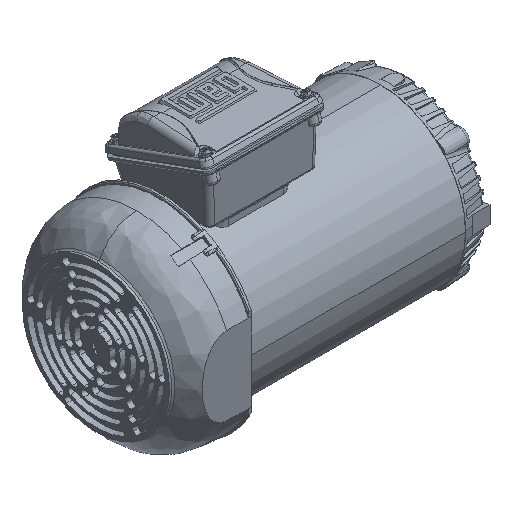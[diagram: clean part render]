
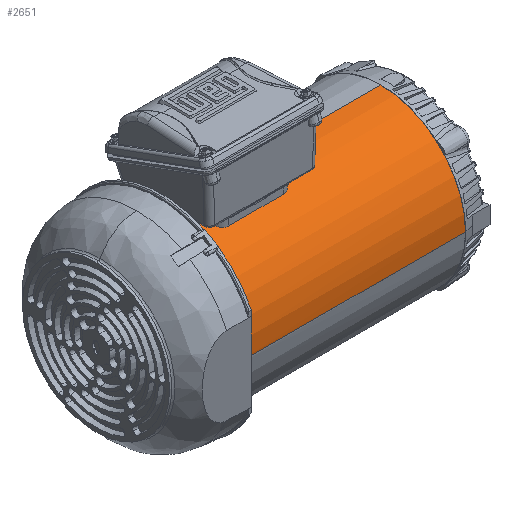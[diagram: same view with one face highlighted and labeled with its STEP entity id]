
A CAD part, isometric view. The second image highlights one B-rep face of the part: STEP entity #2651.
In plain terms, the highlighted cylindrical face has radius 81.875 mm (diameter 163.75 mm), a partial arc.
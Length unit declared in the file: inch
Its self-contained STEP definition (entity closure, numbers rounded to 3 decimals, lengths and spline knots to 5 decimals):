
#2651 = ADVANCED_FACE ( 'NONE', ( #14351 ), #41003, .T. ) ;
#3181 = DIRECTION ( 'NONE',  ( 0., 0., 1. ) ) ;
#4249 = CARTESIAN_POINT ( 'NONE',  ( -4.11948, -3.46735, 0.05906 ) ) ;
#5005 = CARTESIAN_POINT ( 'NONE',  ( -3.98164, -0.24447, 0. ) ) ;
#5994 = CARTESIAN_POINT ( 'NONE',  ( -3.98164, -3.46789, 0.00056 ) ) ;
#6945 = AXIS2_PLACEMENT_3D ( 'NONE', #18804, #10644, #37071 ) ;
#8831 = LINE ( 'NONE', #12767, #31664 ) ;
#9100 = VERTEX_POINT ( 'NONE', #4249 ) ;
#9158 = EDGE_CURVE ( 'NONE', #13886, #26402, #44962, .T. ) ;
#9428 = ORIENTED_EDGE ( 'NONE', *, *, #45679, .T. ) ;
#10644 = DIRECTION ( 'NONE',  ( -1., 0., 0. ) ) ;
#11217 = EDGE_CURVE ( 'NONE', #17082, #37452, #8831, .T. ) ;
#12134 = DIRECTION ( 'NONE',  ( 1., 0., 0. ) ) ;
#12767 = CARTESIAN_POINT ( 'NONE',  ( 25.43877, -3.46789, 0.00056 ) ) ;
#13886 = VERTEX_POINT ( 'NONE', #16078 ) ;
#14254 = DIRECTION ( 'NONE',  ( 0., 0., 1. ) ) ;
#14270 = ORIENTED_EDGE ( 'NONE', *, *, #11217, .T. ) ;
#14351 = FACE_OUTER_BOUND ( 'NONE', #30209, .T. ) ;
#16078 = CARTESIAN_POINT ( 'NONE',  ( 4.14824, -0.24447, 3.22343 ) ) ;
#17082 = VERTEX_POINT ( 'NONE', #5994 ) ;
#18440 = EDGE_CURVE ( 'NONE', #40666, #17082, #34574, .T. ) ;
#18804 = CARTESIAN_POINT ( 'NONE',  ( 25.43877, -0.24447, 0. ) ) ;
#19996 = CARTESIAN_POINT ( 'NONE',  ( -4.11948, -0.24447, 0. ) ) ;
#20432 = ORIENTED_EDGE ( 'NONE', *, *, #44854, .T. ) ;
#21183 = CARTESIAN_POINT ( 'NONE',  ( 4.14824, -0.24447, 0. ) ) ;
#23876 = CARTESIAN_POINT ( 'NONE',  ( -4.11948, -0.24447, 3.22343 ) ) ;
#24304 = AXIS2_PLACEMENT_3D ( 'NONE', #19996, #35053, #3181 ) ;
#24418 = ORIENTED_EDGE ( 'NONE', *, *, #29573, .T. ) ;
#26239 = VECTOR ( 'NONE', #33867, 39.37008 ) ;
#26402 = VERTEX_POINT ( 'NONE', #23876 ) ;
#26494 = CARTESIAN_POINT ( 'NONE',  ( -3.98164, -3.46735, 0.05906 ) ) ;
#26947 = CARTESIAN_POINT ( 'NONE',  ( 25.43877, -0.24447, 3.22343 ) ) ;
#27446 = AXIS2_PLACEMENT_3D ( 'NONE', #21183, #32544, #14254 ) ;
#29050 = VECTOR ( 'NONE', #38008, 39.37008 ) ;
#29573 = EDGE_CURVE ( 'NONE', #9100, #40666, #30342, .T. ) ;
#30209 = EDGE_LOOP ( 'NONE', ( #20432, #33383, #9428, #24418, #32827, #14270 ) ) ;
#30342 = LINE ( 'NONE', #45390, #29050 ) ;
#31664 = VECTOR ( 'NONE', #42128, 39.37008 ) ;
#32544 = DIRECTION ( 'NONE',  ( -1., 0., 0. ) ) ;
#32827 = ORIENTED_EDGE ( 'NONE', *, *, #18440, .T. ) ;
#33383 = ORIENTED_EDGE ( 'NONE', *, *, #9158, .T. ) ;
#33867 = DIRECTION ( 'NONE',  ( -1., 0., 0. ) ) ;
#34363 = DIRECTION ( 'NONE',  ( 0., 0., 1. ) ) ;
#34574 = CIRCLE ( 'NONE', #43994, 3.22343 ) ;
#35053 = DIRECTION ( 'NONE',  ( 1., 0., 0. ) ) ;
#37071 = DIRECTION ( 'NONE',  ( 0., 0., 1. ) ) ;
#37452 = VERTEX_POINT ( 'NONE', #40349 ) ;
#38008 = DIRECTION ( 'NONE',  ( 1., 0., 0. ) ) ;
#40349 = CARTESIAN_POINT ( 'NONE',  ( 4.14824, -3.46789, 0.00056 ) ) ;
#40666 = VERTEX_POINT ( 'NONE', #26494 ) ;
#41003 = CYLINDRICAL_SURFACE ( 'NONE', #6945, 3.22343 ) ;
#42128 = DIRECTION ( 'NONE',  ( 1., 0., 0. ) ) ;
#42534 = CIRCLE ( 'NONE', #27446, 3.22343 ) ;
#43994 = AXIS2_PLACEMENT_3D ( 'NONE', #5005, #12134, #34363 ) ;
#44789 = CIRCLE ( 'NONE', #24304, 3.22343 ) ;
#44854 = EDGE_CURVE ( 'NONE', #37452, #13886, #42534, .T. ) ;
#44962 = LINE ( 'NONE', #26947, #26239 ) ;
#45390 = CARTESIAN_POINT ( 'NONE',  ( 25.43877, -3.46735, 0.05906 ) ) ;
#45679 = EDGE_CURVE ( 'NONE', #26402, #9100, #44789, .T. ) ;
